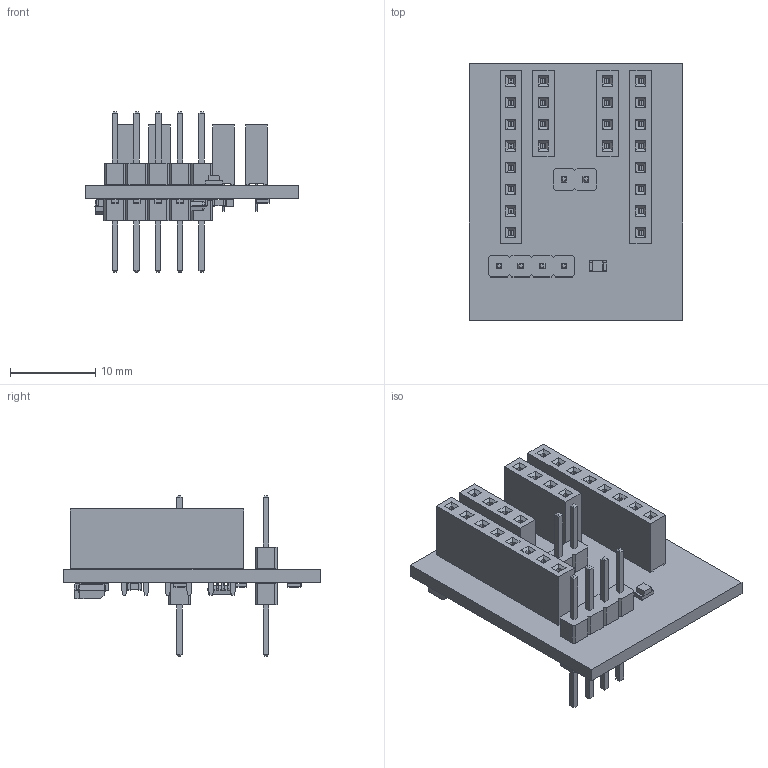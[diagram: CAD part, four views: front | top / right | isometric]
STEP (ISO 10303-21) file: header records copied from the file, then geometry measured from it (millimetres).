
FILE_DESCRIPTION(('KiCad electronic assembly'),'2;1');
FILE_NAME('benzene-16.step','2020-12-25T09:22:34',('An Author'),( 'A Company'),'Open CASCADE STEP processor 6.9', 'KiCad to STEP converter','Unknown');
FILE_SCHEMA(('AUTOMOTIVE_DESIGN { 1 0 10303 214 1 1 1 1 }'));
Length unit declared in the file: millimetre
Products named in the file (20): Open CASCADE STEP translator 6.9 1; CP_EIA-3216-18_Kemet-A; SOLID; PinSocket_1x08_P2.54mm_Vertical; PinSocket_1x04_P2.54mm_Vertical; PinHeader_1x04_P2.54mm_Vertical; PinHeader_1x02_P2.54mm_Vertical; VSSOP-8_3.0x3.0mm_P0.65mm; R_0603_1608Metric; C_0603_1608Metric; LED_0805_2012Metric; COMPOUND
Assembly tree (33 placements, depth 3):
  Open CASCADE STEP translator 6.9 1
    CP_EIA-3216-18_Kemet-A  x2
      SOLID
    PinSocket_1x08_P2.54mm_Vertical  x2
      SOLID
    PinSocket_1x04_P2.54mm_Vertical  x2
      SOLID
    PinHeader_1x04_P2.54mm_Vertical  x2
      SOLID
    PinHeader_1x02_P2.54mm_Vertical  x2
      SOLID
    VSSOP-8_3.0x3.0mm_P0.65mm
      SOLID
    R_0603_1608Metric  x7
      SOLID
    C_0603_1608Metric  x4
      SOLID
    LED_0805_2012Metric
      SOLID
    COMPOUND
Bounding box: 25 x 30 x 18.78 mm (x, y, z)
Volume: 2464 mm3; surface area: 4387.8 mm2
Topology: 24 solids, 24 shells, 1716 faces, 4382 edges, 2824 vertices
Faces by surface type: plane 1481, cylinder 185, bspline 50
Full cylindrical faces by diameter (mm): 0.25 x1, 0.8 x24, 1 x6
Entity records: 65856 total; most frequent: CARTESIAN_POINT 13427, DIRECTION 8523, LINE 6255, VECTOR 6255, ORIENTED_EDGE 4536, PCURVE 4536, DEFINITIONAL_REPRESENTATION 4536, EDGE_CURVE 2268
